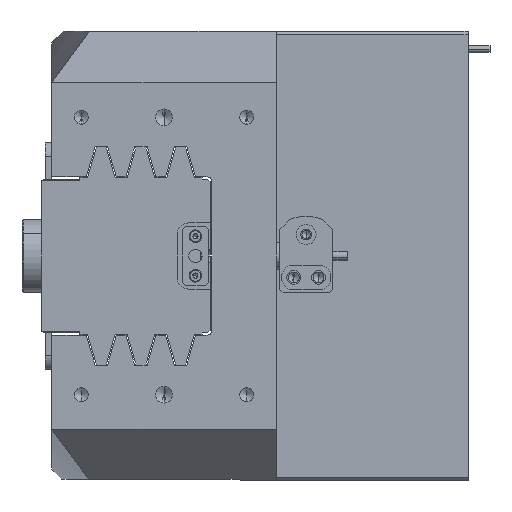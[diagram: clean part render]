
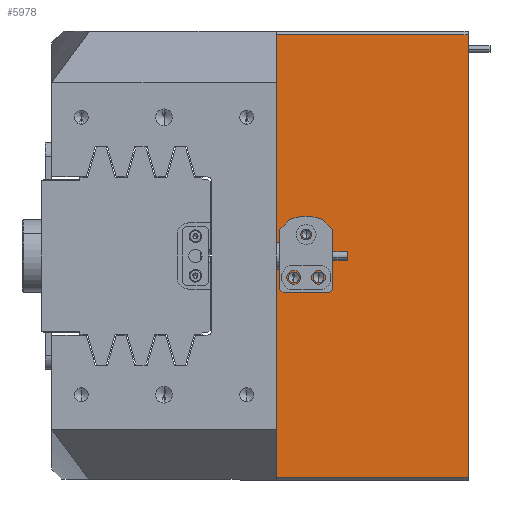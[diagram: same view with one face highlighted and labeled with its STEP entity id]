
A CAD part, left-side view. The second image highlights one B-rep face of the part: STEP entity #5978.
In plain terms, the highlighted planar face has unit normal (-1, 0, 0).
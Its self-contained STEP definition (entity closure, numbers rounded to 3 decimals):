
#422 = AXIS2_PLACEMENT_3D ( 'NONE', #28376, #5044, #25420 ) ;
#1180 = CIRCLE ( 'NONE', #422, 1.25 ) ;
#1212 = DIRECTION ( 'NONE',  ( 0., 0., -1. ) ) ;
#1267 = DIRECTION ( 'NONE',  ( 0., 0., 1. ) ) ;
#2442 = ORIENTED_EDGE ( 'NONE', *, *, #15207, .F. ) ;
#3037 = EDGE_LOOP ( 'NONE', ( #40944, #2442 ) ) ;
#3560 = EDGE_LOOP ( 'NONE', ( #20976, #10234, #10914, #10005 ) ) ;
#3662 = ORIENTED_EDGE ( 'NONE', *, *, #16767, .F. ) ;
#3844 = CARTESIAN_POINT ( 'NONE',  ( -109., -19.5, 67. ) ) ;
#3846 = CARTESIAN_POINT ( 'NONE',  ( -109., -19.5, -67. ) ) ;
#3980 = DIRECTION ( 'NONE',  ( 0., 0., -1. ) ) ;
#4132 = DIRECTION ( 'NONE',  ( 0., 0., -1. ) ) ;
#4275 = DIRECTION ( 'NONE',  ( 0., 0., 1. ) ) ;
#4357 = CARTESIAN_POINT ( 'NONE',  ( -109., -32.25, -4.85 ) ) ;
#4385 = LINE ( 'NONE', #20968, #23788 ) ;
#4548 = PLANE ( 'NONE',  #31472 ) ;
#4723 = CIRCLE ( 'NONE', #10499, 1.65 ) ;
#5009 = FACE_OUTER_BOUND ( 'NONE', #3560, .T. ) ;
#5044 = DIRECTION ( 'NONE',  ( -1., 0., 0. ) ) ;
#5978 = ADVANCED_FACE ( 'NONE', ( #20736, #10775, #42738, #5009 ), #4548, .F. ) ;
#7359 = CARTESIAN_POINT ( 'NONE',  ( -109., -19.5, 68. ) ) ;
#7684 = EDGE_CURVE ( 'NONE', #14072, #40232, #39432, .T. ) ;
#7834 = CARTESIAN_POINT ( 'NONE',  ( -109., -28.5, 6.5 ) ) ;
#8656 = DIRECTION ( 'NONE',  ( 0., 0., 1. ) ) ;
#9028 = EDGE_CURVE ( 'NONE', #29286, #14881, #30457, .T. ) ;
#9029 = CARTESIAN_POINT ( 'NONE',  ( -109., -28.5, 7.75 ) ) ;
#9227 = CARTESIAN_POINT ( 'NONE',  ( -109., -32.25, -6.5 ) ) ;
#9307 = VERTEX_POINT ( 'NONE', #4357 ) ;
#9562 = VERTEX_POINT ( 'NONE', #3846 ) ;
#10005 = ORIENTED_EDGE ( 'NONE', *, *, #7684, .T. ) ;
#10033 = CIRCLE ( 'NONE', #38248, 1.25 ) ;
#10234 = ORIENTED_EDGE ( 'NONE', *, *, #41919, .T. ) ;
#10499 = AXIS2_PLACEMENT_3D ( 'NONE', #10995, #14224, #4275 ) ;
#10775 = FACE_BOUND ( 'NONE', #32649, .T. ) ;
#10914 = ORIENTED_EDGE ( 'NONE', *, *, #31775, .F. ) ;
#10995 = CARTESIAN_POINT ( 'NONE',  ( -109., -32.25, -6.5 ) ) ;
#12263 = ORIENTED_EDGE ( 'NONE', *, *, #19820, .F. ) ;
#12358 = CARTESIAN_POINT ( 'NONE',  ( -109., -77.5, 67. ) ) ;
#14072 = VERTEX_POINT ( 'NONE', #12358 ) ;
#14224 = DIRECTION ( 'NONE',  ( -1., 0., 0. ) ) ;
#14881 = VERTEX_POINT ( 'NONE', #28026 ) ;
#15207 = EDGE_CURVE ( 'NONE', #35869, #9307, #24520, .T. ) ;
#16767 = EDGE_CURVE ( 'NONE', #14881, #29286, #26502, .T. ) ;
#17237 = AXIS2_PLACEMENT_3D ( 'NONE', #18737, #39086, #22266 ) ;
#17567 = CARTESIAN_POINT ( 'NONE',  ( -109., -28.5, 5.25 ) ) ;
#18006 = LINE ( 'NONE', #7359, #37369 ) ;
#18737 = CARTESIAN_POINT ( 'NONE',  ( -109., -24.75, -6.5 ) ) ;
#19629 = DIRECTION ( 'NONE',  ( 0., 1., 0. ) ) ;
#19820 = EDGE_CURVE ( 'NONE', #32412, #22620, #1180, .T. ) ;
#20736 = FACE_BOUND ( 'NONE', #35367, .T. ) ;
#20823 = DIRECTION ( 'NONE',  ( 1., 0., 0. ) ) ;
#20968 = CARTESIAN_POINT ( 'NONE',  ( -109., -77.5, 68. ) ) ;
#20976 = ORIENTED_EDGE ( 'NONE', *, *, #40272, .T. ) ;
#22266 = DIRECTION ( 'NONE',  ( 0., 0., 1. ) ) ;
#22620 = VERTEX_POINT ( 'NONE', #17567 ) ;
#23788 = VECTOR ( 'NONE', #1212, 1000. ) ;
#24260 = CARTESIAN_POINT ( 'NONE',  ( -109., -24.75, -4.85 ) ) ;
#24520 = CIRCLE ( 'NONE', #29503, 1.65 ) ;
#25101 = ORIENTED_EDGE ( 'NONE', *, *, #9028, .F. ) ;
#25420 = DIRECTION ( 'NONE',  ( 0., 0., 1. ) ) ;
#26502 = CIRCLE ( 'NONE', #32057, 1.65 ) ;
#26818 = VECTOR ( 'NONE', #36843, 1000. ) ;
#27946 = CARTESIAN_POINT ( 'NONE',  ( -109., -77.5, -67. ) ) ;
#28026 = CARTESIAN_POINT ( 'NONE',  ( -109., -24.75, -8.15 ) ) ;
#28376 = CARTESIAN_POINT ( 'NONE',  ( -109., -28.5, 6.5 ) ) ;
#28753 = DIRECTION ( 'NONE',  ( -1., 0., 0. ) ) ;
#29286 = VERTEX_POINT ( 'NONE', #24260 ) ;
#29308 = DIRECTION ( 'NONE',  ( 0., 0., 1. ) ) ;
#29503 = AXIS2_PLACEMENT_3D ( 'NONE', #9227, #42291, #29308 ) ;
#30457 = CIRCLE ( 'NONE', #17237, 1.65 ) ;
#31270 = DIRECTION ( 'NONE',  ( -1., 0., 0. ) ) ;
#31472 = AXIS2_PLACEMENT_3D ( 'NONE', #37497, #20823, #4132 ) ;
#31775 = EDGE_CURVE ( 'NONE', #14072, #34032, #4385, .T. ) ;
#32057 = AXIS2_PLACEMENT_3D ( 'NONE', #38819, #28753, #8656 ) ;
#32412 = VERTEX_POINT ( 'NONE', #9029 ) ;
#32649 = EDGE_LOOP ( 'NONE', ( #25101, #3662 ) ) ;
#32671 = CARTESIAN_POINT ( 'NONE',  ( -109., -77.5, 67. ) ) ;
#34032 = VERTEX_POINT ( 'NONE', #42031 ) ;
#35367 = EDGE_LOOP ( 'NONE', ( #12263, #40104 ) ) ;
#35869 = VERTEX_POINT ( 'NONE', #43187 ) ;
#36843 = DIRECTION ( 'NONE',  ( 0., -1., 0. ) ) ;
#37369 = VECTOR ( 'NONE', #3980, 1000. ) ;
#37497 = CARTESIAN_POINT ( 'NONE',  ( -109., -77.5, 68. ) ) ;
#38248 = AXIS2_PLACEMENT_3D ( 'NONE', #7834, #31270, #1267 ) ;
#38819 = CARTESIAN_POINT ( 'NONE',  ( -109., -24.75, -6.5 ) ) ;
#39086 = DIRECTION ( 'NONE',  ( -1., 0., 0. ) ) ;
#39432 = LINE ( 'NONE', #32671, #41509 ) ;
#40104 = ORIENTED_EDGE ( 'NONE', *, *, #41909, .F. ) ;
#40232 = VERTEX_POINT ( 'NONE', #3844 ) ;
#40272 = EDGE_CURVE ( 'NONE', #40232, #9562, #18006, .T. ) ;
#40944 = ORIENTED_EDGE ( 'NONE', *, *, #42422, .F. ) ;
#41432 = LINE ( 'NONE', #27946, #26818 ) ;
#41509 = VECTOR ( 'NONE', #19629, 1000. ) ;
#41909 = EDGE_CURVE ( 'NONE', #22620, #32412, #10033, .T. ) ;
#41919 = EDGE_CURVE ( 'NONE', #9562, #34032, #41432, .T. ) ;
#42031 = CARTESIAN_POINT ( 'NONE',  ( -109., -77.5, -67. ) ) ;
#42291 = DIRECTION ( 'NONE',  ( -1., 0., 0. ) ) ;
#42422 = EDGE_CURVE ( 'NONE', #9307, #35869, #4723, .T. ) ;
#42738 = FACE_BOUND ( 'NONE', #3037, .T. ) ;
#43187 = CARTESIAN_POINT ( 'NONE',  ( -109., -32.25, -8.15 ) ) ;
